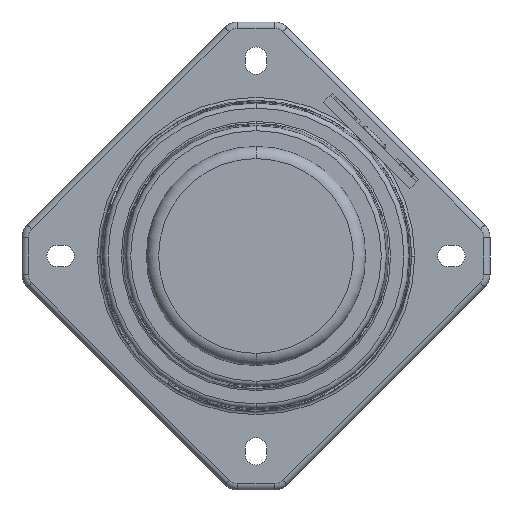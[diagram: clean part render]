
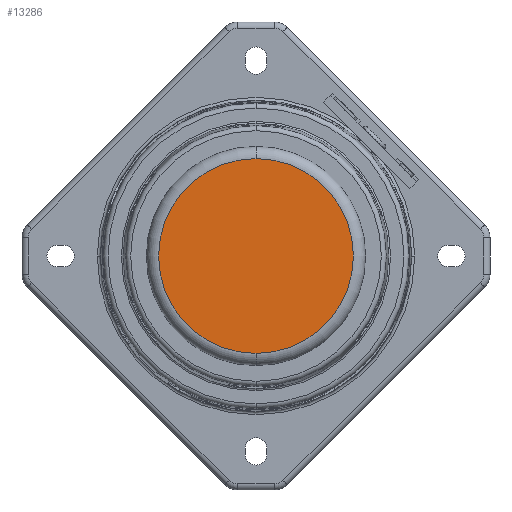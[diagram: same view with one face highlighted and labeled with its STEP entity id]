
A CAD part, front view. The second image highlights one B-rep face of the part: STEP entity #13286.
In plain terms, the highlighted planar face has unit normal (0, -1, 0).
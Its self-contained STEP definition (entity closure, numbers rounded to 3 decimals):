
#544 = ORIENTED_EDGE ( 'NONE', *, *, #5044, .T. ) ;
#839 = EDGE_CURVE ( 'NONE', #8932, #3532, #10757, .T. ) ;
#1471 = DIRECTION ( 'NONE',  ( 0., 0., 1. ) ) ;
#1644 = FACE_OUTER_BOUND ( 'NONE', #9425, .T. ) ;
#2232 = DIRECTION ( 'NONE',  ( 0., -1., 0. ) ) ;
#2857 = CARTESIAN_POINT ( 'NONE',  ( 0., -16., 15.95 ) ) ;
#3275 = AXIS2_PLACEMENT_3D ( 'NONE', #7416, #12161, #1471 ) ;
#3532 = VERTEX_POINT ( 'NONE', #9063 ) ;
#4071 = DIRECTION ( 'NONE',  ( 0., 1., 0. ) ) ;
#4123 = AXIS2_PLACEMENT_3D ( 'NONE', #12913, #2232, #7001 ) ;
#5044 = EDGE_CURVE ( 'NONE', #3532, #8932, #12838, .T. ) ;
#7001 = DIRECTION ( 'NONE',  ( 0., 0., 1. ) ) ;
#7416 = CARTESIAN_POINT ( 'NONE',  ( 0., -16., 0. ) ) ;
#8823 = DIRECTION ( 'NONE',  ( 0., 0., 1. ) ) ;
#8932 = VERTEX_POINT ( 'NONE', #2857 ) ;
#9063 = CARTESIAN_POINT ( 'NONE',  ( 0., -16., -15.95 ) ) ;
#9425 = EDGE_LOOP ( 'NONE', ( #13946, #544 ) ) ;
#9990 = PLANE ( 'NONE',  #14621 ) ;
#10757 = CIRCLE ( 'NONE', #3275, 15.95 ) ;
#12161 = DIRECTION ( 'NONE',  ( 0., -1., 0. ) ) ;
#12838 = CIRCLE ( 'NONE', #4123, 15.95 ) ;
#12913 = CARTESIAN_POINT ( 'NONE',  ( 0., -16., 0. ) ) ;
#13286 = ADVANCED_FACE ( 'NONE', ( #1644 ), #9990, .F. ) ;
#13946 = ORIENTED_EDGE ( 'NONE', *, *, #839, .T. ) ;
#14621 = AXIS2_PLACEMENT_3D ( 'NONE', #14741, #4071, #8823 ) ;
#14741 = CARTESIAN_POINT ( 'NONE',  ( 0., -16., 0. ) ) ;
